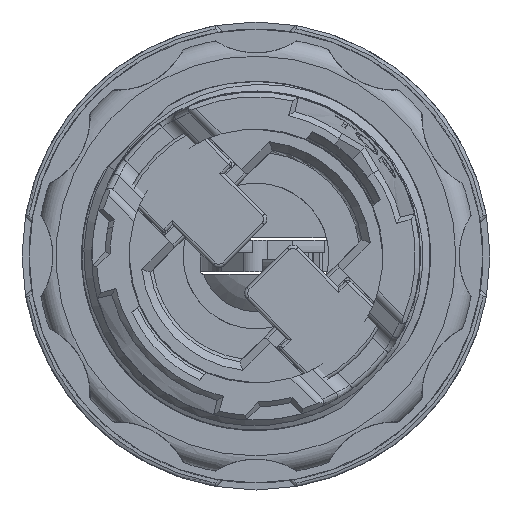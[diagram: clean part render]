
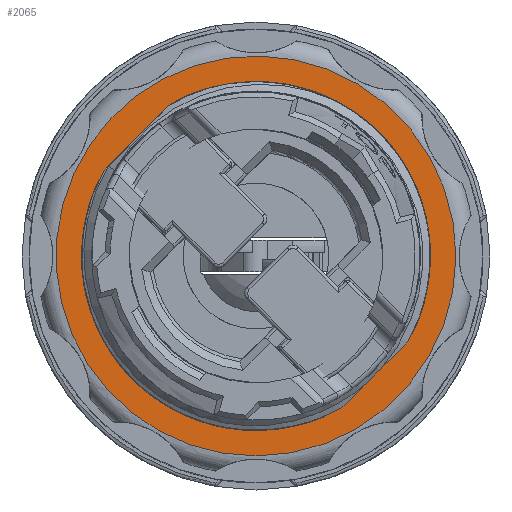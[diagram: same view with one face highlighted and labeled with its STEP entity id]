
A CAD part, front view. The second image highlights one B-rep face of the part: STEP entity #2065.
In plain terms, the highlighted planar face has unit normal (0, -1, 0).
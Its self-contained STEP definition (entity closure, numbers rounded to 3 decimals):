
#2065=ADVANCED_FACE('',(#3166,#3167),#2871,.T.);
#2871=PLANE('',#18684);
#3166=FACE_BOUND('',#3713,.T.);
#3167=FACE_BOUND('',#3714,.T.);
#3713=EDGE_LOOP('',(#6014));
#3714=EDGE_LOOP('',(#6015));
#6014=ORIENTED_EDGE('',*,*,#12533,.T.);
#6015=ORIENTED_EDGE('',*,*,#12532,.F.);
#10449=VERTEX_POINT('',#29323);
#10450=VERTEX_POINT('',#29326);
#12532=EDGE_CURVE('',#10449,#10449,#14554,.T.);
#12533=EDGE_CURVE('',#10450,#10450,#14555,.T.);
#14554=CIRCLE('',#18681,10.5);
#14555=CIRCLE('',#18683,12.6);
#18681=AXIS2_PLACEMENT_3D('',#29322,#21191,#21192);
#18683=AXIS2_PLACEMENT_3D('',#29325,#21195,#21196);
#18684=AXIS2_PLACEMENT_3D('',#29327,#21197,#21198);
#21191=DIRECTION('',(0.,-1.,0.));
#21192=DIRECTION('',(0.,0.,-1.));
#21195=DIRECTION('',(0.,-1.,0.));
#21196=DIRECTION('',(0.,0.,-1.));
#21197=DIRECTION('',(0.,-1.,0.));
#21198=DIRECTION('',(0.,0.,1.));
#29322=CARTESIAN_POINT('',(-9.231,14.6,0.795));
#29323=CARTESIAN_POINT('',(-9.231,14.6,-9.705));
#29325=CARTESIAN_POINT('',(-9.231,14.6,0.795));
#29326=CARTESIAN_POINT('',(-9.231,14.6,-11.805));
#29327=CARTESIAN_POINT('',(1.269,14.6,0.795));
